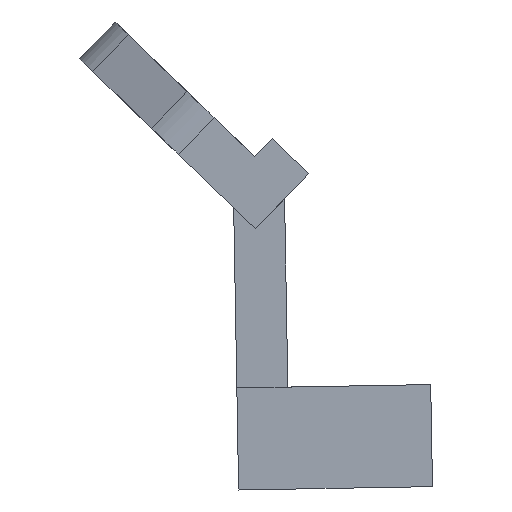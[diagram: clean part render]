
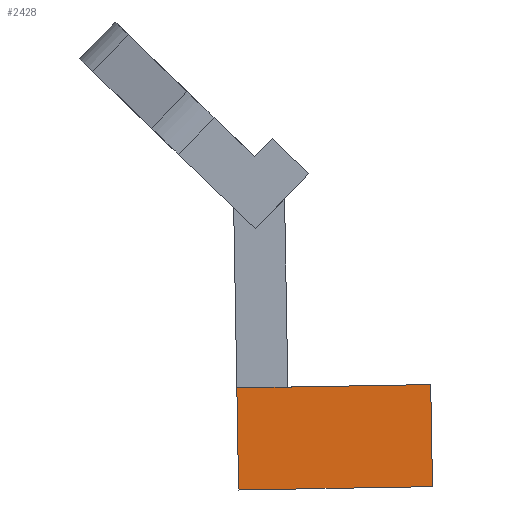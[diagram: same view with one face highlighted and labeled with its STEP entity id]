
A CAD part, front view. The second image highlights one B-rep face of the part: STEP entity #2428.
In plain terms, the highlighted planar face has unit normal (0, -1, 0).
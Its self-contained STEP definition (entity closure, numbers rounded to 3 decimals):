
#123 = PLANE('',#124);
#124 = AXIS2_PLACEMENT_3D('',#125,#126,#127);
#125 = CARTESIAN_POINT('',(20.785,0.,
    10.752));
#126 = DIRECTION('',(-0.017,0.,
    1.));
#127 = DIRECTION('',(-1.,0.,
    -0.017));
#241 = PLANE('',#242);
#242 = AXIS2_PLACEMENT_3D('',#243,#244,#245);
#243 = CARTESIAN_POINT('',(77.474,0.,
    -28.265));
#244 = DIRECTION('',(1.,0.,
    0.017));
#245 = DIRECTION('',(-0.017,0.,
    1.));
#295 = PLANE('',#296);
#296 = AXIS2_PLACEMENT_3D('',#297,#298,#299);
#297 = CARTESIAN_POINT('',(0.788,0.,
    10.403));
#298 = DIRECTION('',(1.,0.,
    0.017));
#299 = DIRECTION('',(-0.017,0.,
    1.));
#317 = VERTEX_POINT('',#318);
#318 = CARTESIAN_POINT('',(0.788,-38.,10.403));
#339 = EDGE_CURVE('',#317,#340,#342,.T.);
#340 = VERTEX_POINT('',#341);
#341 = CARTESIAN_POINT('',(76.776,-38.,11.729));
#342 = SURFACE_CURVE('',#343,(#347,#354),.PCURVE_S1.);
#343 = LINE('',#344,#345);
#344 = CARTESIAN_POINT('',(38.782,-38.,11.066));
#345 = VECTOR('',#346,1.);
#346 = DIRECTION('',(1.,0.,
    0.017));
#347 = PCURVE('',#123,#348);
#348 = DEFINITIONAL_REPRESENTATION('',(#349),#353);
#349 = LINE('',#350,#351);
#350 = CARTESIAN_POINT('',(-18.,38.));
#351 = VECTOR('',#352,1.);
#352 = DIRECTION('',(-1.,0.));
#353 = ( GEOMETRIC_REPRESENTATION_CONTEXT(2) 
PARAMETRIC_REPRESENTATION_CONTEXT() REPRESENTATION_CONTEXT('2D SPACE',''
  ) );
#354 = PCURVE('',#355,#360);
#355 = PLANE('',#356);
#356 = AXIS2_PLACEMENT_3D('',#357,#358,#359);
#357 = CARTESIAN_POINT('',(8.186,-38.,72.767));
#358 = DIRECTION('',(0.,-1.,0.));
#359 = DIRECTION('',(0.719,0.,-0.695)
  );
#360 = DEFINITIONAL_REPRESENTATION('',(#361),#365);
#361 = LINE('',#362,#363);
#362 = CARTESIAN_POINT('',(64.87,-23.13));
#363 = VECTOR('',#364,1.);
#364 = DIRECTION('',(0.707,0.707));
#365 = ( GEOMETRIC_REPRESENTATION_CONTEXT(2) 
PARAMETRIC_REPRESENTATION_CONTEXT() REPRESENTATION_CONTEXT('2D SPACE',''
  ) );
#582 = EDGE_CURVE('',#583,#340,#585,.T.);
#583 = VERTEX_POINT('',#584);
#584 = CARTESIAN_POINT('',(77.474,-38.,-28.265));
#585 = SURFACE_CURVE('',#586,(#590,#597),.PCURVE_S1.);
#586 = LINE('',#587,#588);
#587 = CARTESIAN_POINT('',(77.125,-38.,-8.268));
#588 = VECTOR('',#589,1.);
#589 = DIRECTION('',(-0.017,0.,
    1.));
#590 = PCURVE('',#241,#591);
#591 = DEFINITIONAL_REPRESENTATION('',(#592),#596);
#592 = LINE('',#593,#594);
#593 = CARTESIAN_POINT('',(20.,38.));
#594 = VECTOR('',#595,1.);
#595 = DIRECTION('',(1.,0.));
#596 = ( GEOMETRIC_REPRESENTATION_CONTEXT(2) 
PARAMETRIC_REPRESENTATION_CONTEXT() REPRESENTATION_CONTEXT('2D SPACE',''
  ) );
#597 = PCURVE('',#355,#598);
#598 = DEFINITIONAL_REPRESENTATION('',(#599),#603);
#599 = LINE('',#600,#601);
#600 = CARTESIAN_POINT('',(105.882,-10.402));
#601 = VECTOR('',#602,1.);
#602 = DIRECTION('',(-0.707,0.707));
#603 = ( GEOMETRIC_REPRESENTATION_CONTEXT(2) 
PARAMETRIC_REPRESENTATION_CONTEXT() REPRESENTATION_CONTEXT('2D SPACE',''
  ) );
#621 = PLANE('',#622);
#622 = AXIS2_PLACEMENT_3D('',#623,#624,#625);
#623 = CARTESIAN_POINT('',(77.474,0.,
    -28.265));
#624 = DIRECTION('',(-0.017,0.,
    1.));
#625 = DIRECTION('',(-1.,0.,
    -0.017));
#2308 = EDGE_CURVE('',#583,#2309,#2311,.T.);
#2309 = VERTEX_POINT('',#2310);
#2310 = CARTESIAN_POINT('',(1.486,-38.,-29.591));
#2311 = SURFACE_CURVE('',#2312,(#2316,#2323),.PCURVE_S1.);
#2312 = LINE('',#2313,#2314);
#2313 = CARTESIAN_POINT('',(39.48,-38.,-28.928));
#2314 = VECTOR('',#2315,1.);
#2315 = DIRECTION('',(-1.,0.,
    -0.017));
#2316 = PCURVE('',#621,#2317);
#2317 = DEFINITIONAL_REPRESENTATION('',(#2318),#2322);
#2318 = LINE('',#2319,#2320);
#2319 = CARTESIAN_POINT('',(38.,38.));
#2320 = VECTOR('',#2321,1.);
#2321 = DIRECTION('',(1.,0.));
#2322 = ( GEOMETRIC_REPRESENTATION_CONTEXT(2) 
PARAMETRIC_REPRESENTATION_CONTEXT() REPRESENTATION_CONTEXT('2D SPACE',''
  ) );
#2323 = PCURVE('',#355,#2324);
#2324 = DEFINITIONAL_REPRESENTATION('',(#2325),#2329);
#2325 = LINE('',#2326,#2327);
#2326 = CARTESIAN_POINT('',(93.154,-51.414));
#2327 = VECTOR('',#2328,1.);
#2328 = DIRECTION('',(-0.707,-0.707));
#2329 = ( GEOMETRIC_REPRESENTATION_CONTEXT(2) 
PARAMETRIC_REPRESENTATION_CONTEXT() REPRESENTATION_CONTEXT('2D SPACE',''
  ) );
#2428 = ADVANCED_FACE('',(#2429),#355,.T.);
#2429 = FACE_BOUND('',#2430,.T.);
#2430 = EDGE_LOOP('',(#2431,#2452,#2453,#2454));
#2431 = ORIENTED_EDGE('',*,*,#2432,.T.);
#2432 = EDGE_CURVE('',#317,#2309,#2433,.T.);
#2433 = SURFACE_CURVE('',#2434,(#2438,#2445),.PCURVE_S1.);
#2434 = LINE('',#2435,#2436);
#2435 = CARTESIAN_POINT('',(1.137,-38.,-9.594));
#2436 = VECTOR('',#2437,1.);
#2437 = DIRECTION('',(0.017,0.,
    -1.));
#2438 = PCURVE('',#355,#2439);
#2439 = DEFINITIONAL_REPRESENTATION('',(#2440),#2444);
#2440 = LINE('',#2441,#2442);
#2441 = CARTESIAN_POINT('',(52.142,-64.142));
#2442 = VECTOR('',#2443,1.);
#2443 = DIRECTION('',(0.707,-0.707));
#2444 = ( GEOMETRIC_REPRESENTATION_CONTEXT(2) 
PARAMETRIC_REPRESENTATION_CONTEXT() REPRESENTATION_CONTEXT('2D SPACE',''
  ) );
#2445 = PCURVE('',#295,#2446);
#2446 = DEFINITIONAL_REPRESENTATION('',(#2447),#2451);
#2447 = LINE('',#2448,#2449);
#2448 = CARTESIAN_POINT('',(-20.,38.));
#2449 = VECTOR('',#2450,1.);
#2450 = DIRECTION('',(-1.,0.));
#2451 = ( GEOMETRIC_REPRESENTATION_CONTEXT(2) 
PARAMETRIC_REPRESENTATION_CONTEXT() REPRESENTATION_CONTEXT('2D SPACE',''
  ) );
#2452 = ORIENTED_EDGE('',*,*,#2308,.F.);
#2453 = ORIENTED_EDGE('',*,*,#582,.T.);
#2454 = ORIENTED_EDGE('',*,*,#339,.F.);
